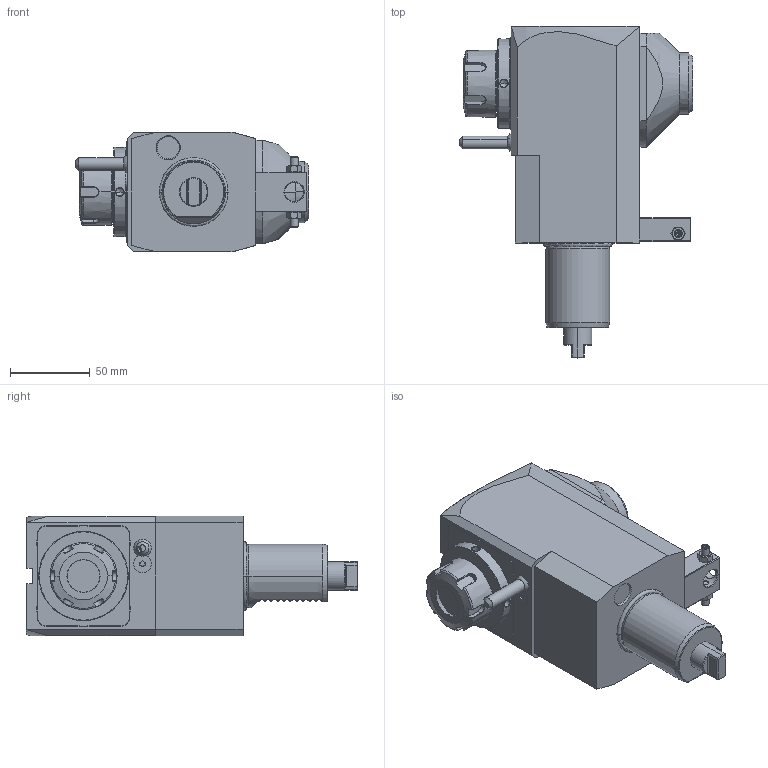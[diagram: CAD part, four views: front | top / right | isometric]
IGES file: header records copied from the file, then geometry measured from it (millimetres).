
Start section:  PTC IGES file: ngt1_40_221_25_3_2_100.igs
Global section: file name: ngt1_40_221_25_3_2_100.igs; native system: Pro/ENGINEER by Parametric Technology Corporation; preprocessor: 2010280; author: vali; organization: Unknown; date: 20220214.105621; units: millimetre
Bounding box: 146.14 x 208 x 75 mm (x, y, z)
Volume: 1001261 mm3; surface area: 77439.3 mm2
Topology: 1 solids, 2 shells, 430 faces, 1082 edges, 659 vertices
Faces by surface type: bspline 244, revolution 184, extrusion 2
